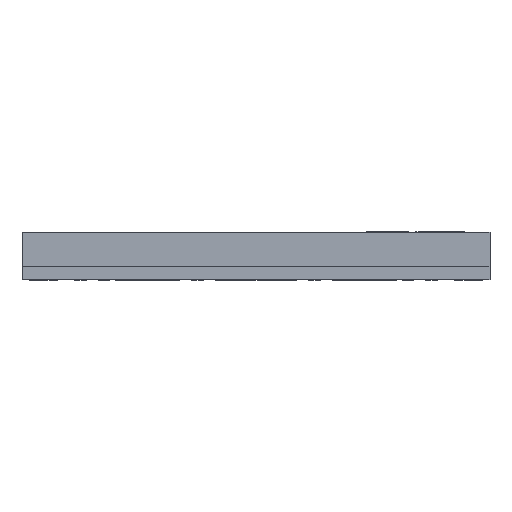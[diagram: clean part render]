
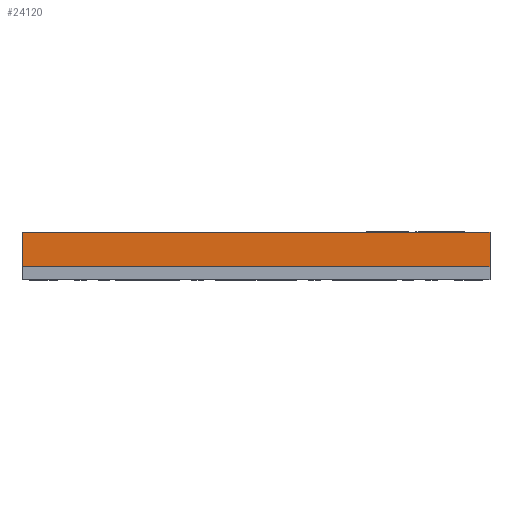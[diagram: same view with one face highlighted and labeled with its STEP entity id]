
A CAD part, front view. The second image highlights one B-rep face of the part: STEP entity #24120.
In plain terms, the highlighted planar face has unit normal (0, -1, 0).
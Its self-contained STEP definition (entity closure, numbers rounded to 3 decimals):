
#117 = LINE ( 'NONE', #245, #21114 ) ;
#245 = CARTESIAN_POINT ( 'NONE',  ( -6., -6., 1.22 ) ) ;
#1393 = CARTESIAN_POINT ( 'NONE',  ( 6., -6., 0.34 ) ) ;
#1653 = LINE ( 'NONE', #26601, #14844 ) ;
#1813 = CARTESIAN_POINT ( 'NONE',  ( 6., -6., 1.22 ) ) ;
#2822 = EDGE_CURVE ( 'NONE', #20235, #8644, #26529, .T. ) ;
#7559 = DIRECTION ( 'NONE',  ( 1., 0., 0. ) ) ;
#7629 = DIRECTION ( 'NONE',  ( 0., 0., -1. ) ) ;
#8644 = VERTEX_POINT ( 'NONE', #1393 ) ;
#9950 = FACE_OUTER_BOUND ( 'NONE', #26979, .T. ) ;
#10281 = LINE ( 'NONE', #27290, #23822 ) ;
#10729 = VERTEX_POINT ( 'NONE', #12699 ) ;
#12496 = ORIENTED_EDGE ( 'NONE', *, *, #27305, .F. ) ;
#12698 = DIRECTION ( 'NONE',  ( 0., 1., 0. ) ) ;
#12699 = CARTESIAN_POINT ( 'NONE',  ( -6., -6., 1.22 ) ) ;
#12828 = DIRECTION ( 'NONE',  ( 0., 0., 1. ) ) ;
#13239 = VECTOR ( 'NONE', #7559, 1000. ) ;
#14521 = CARTESIAN_POINT ( 'NONE',  ( -6., -6., 1.22 ) ) ;
#14844 = VECTOR ( 'NONE', #7629, 1000. ) ;
#17984 = VERTEX_POINT ( 'NONE', #1813 ) ;
#18089 = ORIENTED_EDGE ( 'NONE', *, *, #2822, .T. ) ;
#20097 = CARTESIAN_POINT ( 'NONE',  ( -6., -6., 0.34 ) ) ;
#20179 = EDGE_CURVE ( 'NONE', #17984, #8644, #1653, .T. ) ;
#20235 = VERTEX_POINT ( 'NONE', #20097 ) ;
#21114 = VECTOR ( 'NONE', #27273, 1000. ) ;
#22561 = PLANE ( 'NONE',  #22906 ) ;
#22906 = AXIS2_PLACEMENT_3D ( 'NONE', #14521, #12698, #12828 ) ;
#23264 = ORIENTED_EDGE ( 'NONE', *, *, #25758, .T. ) ;
#23822 = VECTOR ( 'NONE', #25205, 1000. ) ;
#24084 = ORIENTED_EDGE ( 'NONE', *, *, #20179, .F. ) ;
#24120 = ADVANCED_FACE ( 'NONE', ( #9950 ), #22561, .F. ) ;
#25205 = DIRECTION ( 'NONE',  ( 0., 0., -1. ) ) ;
#25758 = EDGE_CURVE ( 'NONE', #10729, #20235, #10281, .T. ) ;
#26386 = CARTESIAN_POINT ( 'NONE',  ( -6., -6., 0.34 ) ) ;
#26529 = LINE ( 'NONE', #26386, #13239 ) ;
#26601 = CARTESIAN_POINT ( 'NONE',  ( 6., -6., 1.22 ) ) ;
#26979 = EDGE_LOOP ( 'NONE', ( #18089, #24084, #12496, #23264 ) ) ;
#27273 = DIRECTION ( 'NONE',  ( 1., 0., 0. ) ) ;
#27290 = CARTESIAN_POINT ( 'NONE',  ( -6., -6., 1.22 ) ) ;
#27305 = EDGE_CURVE ( 'NONE', #10729, #17984, #117, .T. ) ;
